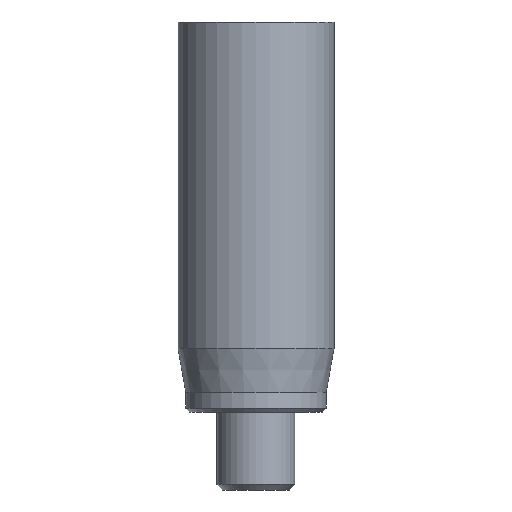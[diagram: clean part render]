
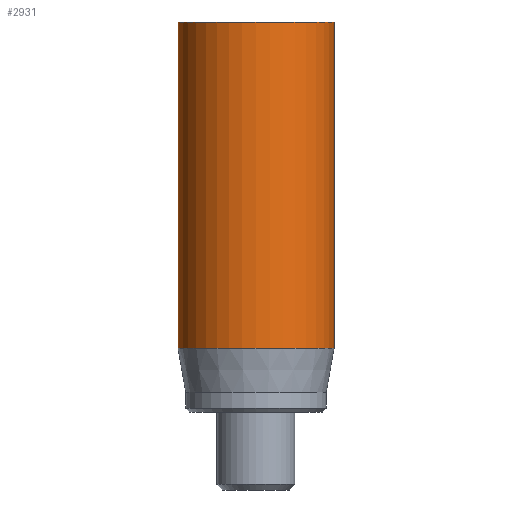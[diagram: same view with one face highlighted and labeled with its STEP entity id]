
A CAD part, front view. The second image highlights one B-rep face of the part: STEP entity #2931.
In plain terms, the highlighted cylindrical face has radius 4 mm (diameter 8 mm), a full revolution.
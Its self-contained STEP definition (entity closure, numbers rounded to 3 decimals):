
#40=CYLINDRICAL_SURFACE('',#3087,4.);
#58=CIRCLE('',#3055,4.);
#74=CIRCLE('',#3085,4.);
#75=CIRCLE('',#3086,4.);
#296=FACE_OUTER_BOUND('',#477,.T.);
#477=EDGE_LOOP('',(#2559,#2560,#2561,#2562,#2563));
#659=LINE('',#5817,#845);
#845=VECTOR('',#3409,4.);
#1321=VERTEX_POINT('',#5757);
#1337=VERTEX_POINT('',#5811);
#1338=VERTEX_POINT('',#5812);
#1728=EDGE_CURVE('',#1321,#1321,#58,.T.);
#1752=EDGE_CURVE('',#1337,#1338,#74,.T.);
#1753=EDGE_CURVE('',#1338,#1337,#75,.T.);
#1755=EDGE_CURVE('',#1321,#1337,#659,.T.);
#2559=ORIENTED_EDGE('',*,*,#1728,.T.);
#2560=ORIENTED_EDGE('',*,*,#1755,.T.);
#2561=ORIENTED_EDGE('',*,*,#1752,.T.);
#2562=ORIENTED_EDGE('',*,*,#1753,.T.);
#2563=ORIENTED_EDGE('',*,*,#1755,.F.);
#2931=ADVANCED_FACE('',(#296),#40,.T.);
#3055=AXIS2_PLACEMENT_3D('',#5758,#3334,#3335);
#3085=AXIS2_PLACEMENT_3D('',#5813,#3402,#3403);
#3086=AXIS2_PLACEMENT_3D('',#5814,#3404,#3405);
#3087=AXIS2_PLACEMENT_3D('',#5816,#3407,#3408);
#3334=DIRECTION('center_axis',(0.,0.,-1.));
#3335=DIRECTION('ref_axis',(-1.,0.,0.));
#3402=DIRECTION('center_axis',(0.,0.,1.));
#3403=DIRECTION('ref_axis',(-1.,0.,0.));
#3404=DIRECTION('center_axis',(0.,0.,1.));
#3405=DIRECTION('ref_axis',(-1.,0.,0.));
#3407=DIRECTION('center_axis',(0.,0.,1.));
#3408=DIRECTION('ref_axis',(-1.,0.,0.));
#3409=DIRECTION('',(0.,0.,-1.));
#5757=CARTESIAN_POINT('',(4.,0.,20.));
#5758=CARTESIAN_POINT('Origin',(0.,0.,20.));
#5811=CARTESIAN_POINT('',(4.,0.,3.269));
#5812=CARTESIAN_POINT('',(-4.,0.,3.269));
#5813=CARTESIAN_POINT('Origin',(0.,0.,3.269));
#5814=CARTESIAN_POINT('Origin',(0.,0.,3.269));
#5816=CARTESIAN_POINT('Origin',(0.,0.,0.));
#5817=CARTESIAN_POINT('',(4.,0.,0.));
